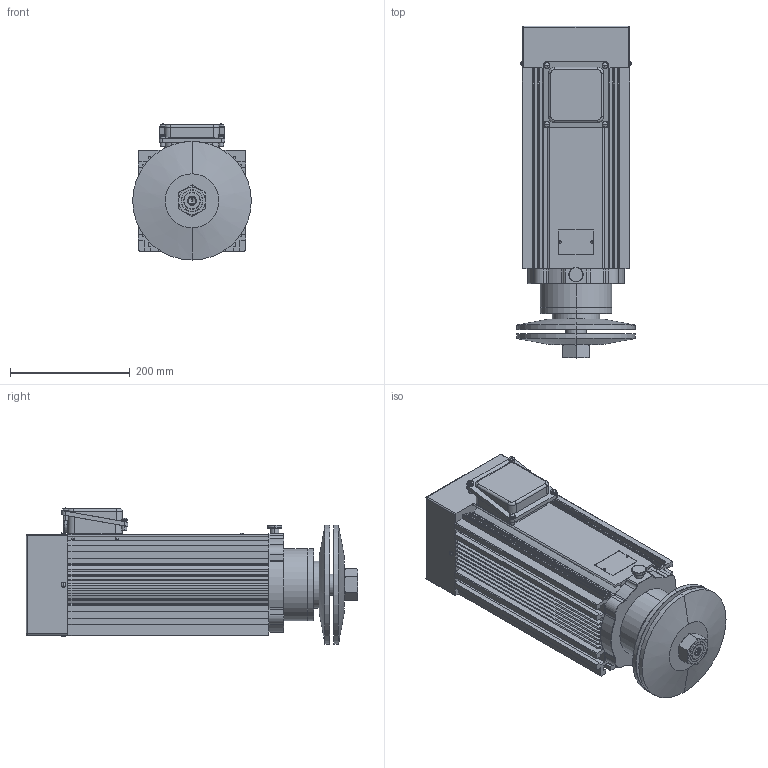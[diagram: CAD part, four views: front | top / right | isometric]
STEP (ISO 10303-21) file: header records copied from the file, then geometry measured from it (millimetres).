
FILE_DESCRIPTION(('HOOPS Exchange Step'),'2;1');
FILE_NAME('export-B6E67C43-6336-4D95-ADB4-BF238697772C.stp','2025-02-03T16:22:46+01:00',('Engineering'),('Alibre'),'HOOPS Exchange 2024.3','Alibre','Unknown authorisation');
FILE_SCHEMA( ('AP242_MANAGED_MODEL_BASED_3D_ENGINEERING_MIM_LF {1 0 10303 442 1 1 4 }') );
Length unit declared in the file: millimetre
Products named in the file (1): 7137 Sawmotor C8590-B-2DB-BT-LH 7.5kW 3000-3600RPM Big Blade Series
Bounding box: 198 x 554 x 227.27 mm (x, y, z)
Volume: 12669281.3 mm3; surface area: 809855.5 mm2
Topology: 1 solids, 8 shells, 730 faces, 1799 edges, 1103 vertices
Faces by surface type: plane 394, cylinder 214, cone 90, sphere 24, torus 8
Entity records: 21826 total; most frequent: DIRECTION 3816, CARTESIAN_POINT 3760, ORIENTED_EDGE 3546, EDGE_CURVE 1773, AXIS2_PLACEMENT_3D 1339, VECTOR 1138, LINE 1138, VERTEX_POINT 1103
